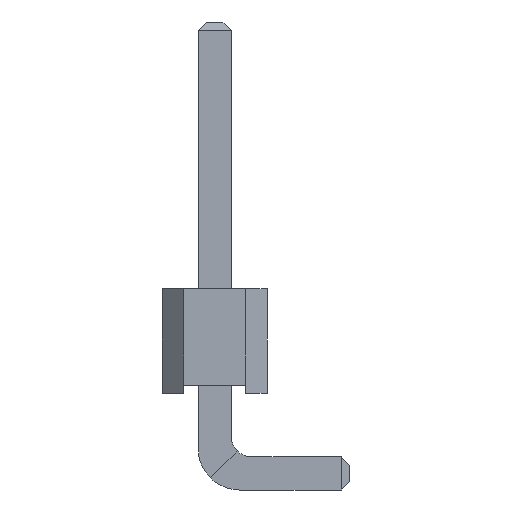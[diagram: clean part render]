
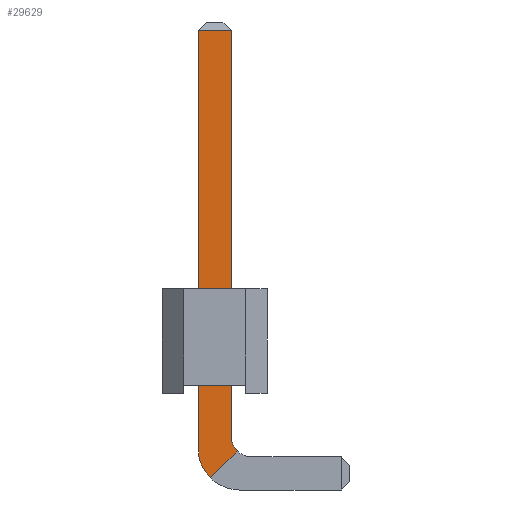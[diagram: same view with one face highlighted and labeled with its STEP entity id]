
A CAD part, front view. The second image highlights one B-rep face of the part: STEP entity #29629.
In plain terms, the highlighted planar face has unit normal (0, -1, 0).
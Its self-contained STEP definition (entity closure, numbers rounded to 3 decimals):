
#28886 = PLANE('',#28887);
#28887 = AXIS2_PLACEMENT_3D('',#28888,#28889,#28890);
#28888 = CARTESIAN_POINT('',(0.4,-58.02,9.));
#28889 = DIRECTION('',(1.,0.,0.));
#28890 = DIRECTION('',(0.,-1.,0.));
#28919 = CYLINDRICAL_SURFACE('',#28920,0.5);
#28920 = AXIS2_PLACEMENT_3D('',#28921,#28922,#28923);
#28921 = CARTESIAN_POINT('',(0.9,-58.02,-1.04));
#28922 = DIRECTION('',(0.,-1.,0.));
#28923 = DIRECTION('',(-1.,0.,0.));
#28980 = CYLINDRICAL_SURFACE('',#28981,1.);
#28981 = AXIS2_PLACEMENT_3D('',#28982,#28983,#28984);
#28982 = CARTESIAN_POINT('',(0.6,-58.02,-1.34));
#28983 = DIRECTION('',(-0.,-1.,0.));
#28984 = DIRECTION('',(-1.,0.,0.));
#29008 = PLANE('',#29009);
#29009 = AXIS2_PLACEMENT_3D('',#29010,#29011,#29012);
#29010 = CARTESIAN_POINT('',(-0.4,-58.82,9.));
#29011 = DIRECTION('',(-1.,0.,0.));
#29012 = DIRECTION('',(0.,1.,0.));
#29051 = VERTEX_POINT('',#29052);
#29052 = CARTESIAN_POINT('',(0.4,-58.82,8.8));
#29078 = EDGE_CURVE('',#29051,#29079,#29081,.T.);
#29079 = VERTEX_POINT('',#29080);
#29080 = CARTESIAN_POINT('',(0.4,-58.82,-1.04));
#29081 = SURFACE_CURVE('',#29082,(#29086,#29093),.PCURVE_S1.);
#29082 = LINE('',#29083,#29084);
#29083 = CARTESIAN_POINT('',(0.4,-58.82,9.));
#29084 = VECTOR('',#29085,1.);
#29085 = DIRECTION('',(0.,0.,-1.));
#29086 = PCURVE('',#28886,#29087);
#29087 = DEFINITIONAL_REPRESENTATION('',(#29088),#29092);
#29088 = LINE('',#29089,#29090);
#29089 = CARTESIAN_POINT('',(0.8,0.));
#29090 = VECTOR('',#29091,1.);
#29091 = DIRECTION('',(0.,1.));
#29092 = ( GEOMETRIC_REPRESENTATION_CONTEXT(2) 
PARAMETRIC_REPRESENTATION_CONTEXT() REPRESENTATION_CONTEXT('2D SPACE',''
  ) );
#29093 = PCURVE('',#29094,#29099);
#29094 = PLANE('',#29095);
#29095 = AXIS2_PLACEMENT_3D('',#29096,#29097,#29098);
#29096 = CARTESIAN_POINT('',(0.4,-58.82,9.));
#29097 = DIRECTION('',(-0.,-1.,0.));
#29098 = DIRECTION('',(-1.,0.,0.));
#29099 = DEFINITIONAL_REPRESENTATION('',(#29100),#29104);
#29100 = LINE('',#29101,#29102);
#29101 = CARTESIAN_POINT('',(0.,0.));
#29102 = VECTOR('',#29103,1.);
#29103 = DIRECTION('',(0.,1.));
#29104 = ( GEOMETRIC_REPRESENTATION_CONTEXT(2) 
PARAMETRIC_REPRESENTATION_CONTEXT() REPRESENTATION_CONTEXT('2D SPACE',''
  ) );
#29269 = VERTEX_POINT('',#29270);
#29270 = CARTESIAN_POINT('',(0.546,-58.82,-1.394));
#29285 = PLANE('',#29286);
#29286 = AXIS2_PLACEMENT_3D('',#29287,#29288,#29289);
#29287 = CARTESIAN_POINT('',(0.,-58.82,-1.54));
#29288 = DIRECTION('',(0.,-1.,0.));
#29289 = DIRECTION('',(0.,0.,-1.));
#29297 = EDGE_CURVE('',#29079,#29269,#29298,.T.);
#29298 = SURFACE_CURVE('',#29299,(#29304,#29311),.PCURVE_S1.);
#29299 = CIRCLE('',#29300,0.5);
#29300 = AXIS2_PLACEMENT_3D('',#29301,#29302,#29303);
#29301 = CARTESIAN_POINT('',(0.9,-58.82,-1.04));
#29302 = DIRECTION('',(0.,-1.,0.));
#29303 = DIRECTION('',(0.,0.,-1.));
#29304 = PCURVE('',#28919,#29305);
#29305 = DEFINITIONAL_REPRESENTATION('',(#29306),#29310);
#29306 = LINE('',#29307,#29308);
#29307 = CARTESIAN_POINT('',(-4.712,0.8));
#29308 = VECTOR('',#29309,1.);
#29309 = DIRECTION('',(1.,0.));
#29310 = ( GEOMETRIC_REPRESENTATION_CONTEXT(2) 
PARAMETRIC_REPRESENTATION_CONTEXT() REPRESENTATION_CONTEXT('2D SPACE',''
  ) );
#29311 = PCURVE('',#29094,#29312);
#29312 = DEFINITIONAL_REPRESENTATION('',(#29313),#29317);
#29313 = CIRCLE('',#29314,0.5);
#29314 = AXIS2_PLACEMENT_2D('',#29315,#29316);
#29315 = CARTESIAN_POINT('',(-0.5,10.04));
#29316 = DIRECTION('',(0.,1.));
#29317 = ( GEOMETRIC_REPRESENTATION_CONTEXT(2) 
PARAMETRIC_REPRESENTATION_CONTEXT() REPRESENTATION_CONTEXT('2D SPACE',''
  ) );
#29323 = EDGE_CURVE('',#29324,#29326,#29328,.T.);
#29324 = VERTEX_POINT('',#29325);
#29325 = CARTESIAN_POINT('',(-0.4,-58.82,8.8));
#29326 = VERTEX_POINT('',#29327);
#29327 = CARTESIAN_POINT('',(-0.4,-58.82,-1.34));
#29328 = SURFACE_CURVE('',#29329,(#29333,#29340),.PCURVE_S1.);
#29329 = LINE('',#29330,#29331);
#29330 = CARTESIAN_POINT('',(-0.4,-58.82,9.));
#29331 = VECTOR('',#29332,1.);
#29332 = DIRECTION('',(0.,0.,-1.));
#29333 = PCURVE('',#29008,#29334);
#29334 = DEFINITIONAL_REPRESENTATION('',(#29335),#29339);
#29335 = LINE('',#29336,#29337);
#29336 = CARTESIAN_POINT('',(0.,0.));
#29337 = VECTOR('',#29338,1.);
#29338 = DIRECTION('',(0.,1.));
#29339 = ( GEOMETRIC_REPRESENTATION_CONTEXT(2) 
PARAMETRIC_REPRESENTATION_CONTEXT() REPRESENTATION_CONTEXT('2D SPACE',''
  ) );
#29340 = PCURVE('',#29094,#29341);
#29341 = DEFINITIONAL_REPRESENTATION('',(#29342),#29346);
#29342 = LINE('',#29343,#29344);
#29343 = CARTESIAN_POINT('',(0.8,0.));
#29344 = VECTOR('',#29345,1.);
#29345 = DIRECTION('',(0.,1.));
#29346 = ( GEOMETRIC_REPRESENTATION_CONTEXT(2) 
PARAMETRIC_REPRESENTATION_CONTEXT() REPRESENTATION_CONTEXT('2D SPACE',''
  ) );
#29530 = VERTEX_POINT('',#29531);
#29531 = CARTESIAN_POINT('',(-0.107,-58.82,-2.047));
#29553 = EDGE_CURVE('',#29326,#29530,#29554,.T.);
#29554 = SURFACE_CURVE('',#29555,(#29560,#29567),.PCURVE_S1.);
#29555 = CIRCLE('',#29556,1.);
#29556 = AXIS2_PLACEMENT_3D('',#29557,#29558,#29559);
#29557 = CARTESIAN_POINT('',(0.6,-58.82,-1.34));
#29558 = DIRECTION('',(0.,-1.,0.));
#29559 = DIRECTION('',(0.,0.,-1.));
#29560 = PCURVE('',#28980,#29561);
#29561 = DEFINITIONAL_REPRESENTATION('',(#29562),#29566);
#29562 = LINE('',#29563,#29564);
#29563 = CARTESIAN_POINT('',(-4.712,0.8));
#29564 = VECTOR('',#29565,1.);
#29565 = DIRECTION('',(1.,0.));
#29566 = ( GEOMETRIC_REPRESENTATION_CONTEXT(2) 
PARAMETRIC_REPRESENTATION_CONTEXT() REPRESENTATION_CONTEXT('2D SPACE',''
  ) );
#29567 = PCURVE('',#29094,#29568);
#29568 = DEFINITIONAL_REPRESENTATION('',(#29569),#29573);
#29569 = CIRCLE('',#29570,1.);
#29570 = AXIS2_PLACEMENT_2D('',#29571,#29572);
#29571 = CARTESIAN_POINT('',(-0.2,10.34));
#29572 = DIRECTION('',(0.,1.));
#29573 = ( GEOMETRIC_REPRESENTATION_CONTEXT(2) 
PARAMETRIC_REPRESENTATION_CONTEXT() REPRESENTATION_CONTEXT('2D SPACE',''
  ) );
#29597 = PLANE('',#29598);
#29598 = AXIS2_PLACEMENT_3D('',#29599,#29600,#29601);
#29599 = CARTESIAN_POINT('',(0.4,-58.72,8.9));
#29600 = DIRECTION('',(0.,-0.707,0.707
    ));
#29601 = DIRECTION('',(-1.,0.,0.));
#29629 = ADVANCED_FACE('',(#29630),#29094,.T.);
#29630 = FACE_BOUND('',#29631,.T.);
#29631 = EDGE_LOOP('',(#29632,#29633,#29654,#29655,#29656,#29677));
#29632 = ORIENTED_EDGE('',*,*,#29078,.F.);
#29633 = ORIENTED_EDGE('',*,*,#29634,.T.);
#29634 = EDGE_CURVE('',#29051,#29324,#29635,.T.);
#29635 = SURFACE_CURVE('',#29636,(#29640,#29647),.PCURVE_S1.);
#29636 = LINE('',#29637,#29638);
#29637 = CARTESIAN_POINT('',(0.4,-58.82,8.8));
#29638 = VECTOR('',#29639,1.);
#29639 = DIRECTION('',(-1.,0.,0.));
#29640 = PCURVE('',#29094,#29641);
#29641 = DEFINITIONAL_REPRESENTATION('',(#29642),#29646);
#29642 = LINE('',#29643,#29644);
#29643 = CARTESIAN_POINT('',(0.,0.2));
#29644 = VECTOR('',#29645,1.);
#29645 = DIRECTION('',(1.,0.));
#29646 = ( GEOMETRIC_REPRESENTATION_CONTEXT(2) 
PARAMETRIC_REPRESENTATION_CONTEXT() REPRESENTATION_CONTEXT('2D SPACE',''
  ) );
#29647 = PCURVE('',#29597,#29648);
#29648 = DEFINITIONAL_REPRESENTATION('',(#29649),#29653);
#29649 = LINE('',#29650,#29651);
#29650 = CARTESIAN_POINT('',(0.,0.141));
#29651 = VECTOR('',#29652,1.);
#29652 = DIRECTION('',(1.,0.));
#29653 = ( GEOMETRIC_REPRESENTATION_CONTEXT(2) 
PARAMETRIC_REPRESENTATION_CONTEXT() REPRESENTATION_CONTEXT('2D SPACE',''
  ) );
#29654 = ORIENTED_EDGE('',*,*,#29323,.T.);
#29655 = ORIENTED_EDGE('',*,*,#29553,.T.);
#29656 = ORIENTED_EDGE('',*,*,#29657,.F.);
#29657 = EDGE_CURVE('',#29269,#29530,#29658,.T.);
#29658 = SURFACE_CURVE('',#29659,(#29663,#29670),.PCURVE_S1.);
#29659 = LINE('',#29660,#29661);
#29660 = CARTESIAN_POINT('',(0.4,-58.82,-1.54));
#29661 = VECTOR('',#29662,1.);
#29662 = DIRECTION('',(-0.707,0.,
    -0.707));
#29663 = PCURVE('',#29094,#29664);
#29664 = DEFINITIONAL_REPRESENTATION('',(#29665),#29669);
#29665 = LINE('',#29666,#29667);
#29666 = CARTESIAN_POINT('',(0.,10.54));
#29667 = VECTOR('',#29668,1.);
#29668 = DIRECTION('',(0.707,0.707));
#29669 = ( GEOMETRIC_REPRESENTATION_CONTEXT(2) 
PARAMETRIC_REPRESENTATION_CONTEXT() REPRESENTATION_CONTEXT('2D SPACE',''
  ) );
#29670 = PCURVE('',#29285,#29671);
#29671 = DEFINITIONAL_REPRESENTATION('',(#29672),#29676);
#29672 = LINE('',#29673,#29674);
#29673 = CARTESIAN_POINT('',(0.,0.4));
#29674 = VECTOR('',#29675,1.);
#29675 = DIRECTION('',(0.707,-0.707));
#29676 = ( GEOMETRIC_REPRESENTATION_CONTEXT(2) 
PARAMETRIC_REPRESENTATION_CONTEXT() REPRESENTATION_CONTEXT('2D SPACE',''
  ) );
#29677 = ORIENTED_EDGE('',*,*,#29297,.F.);
